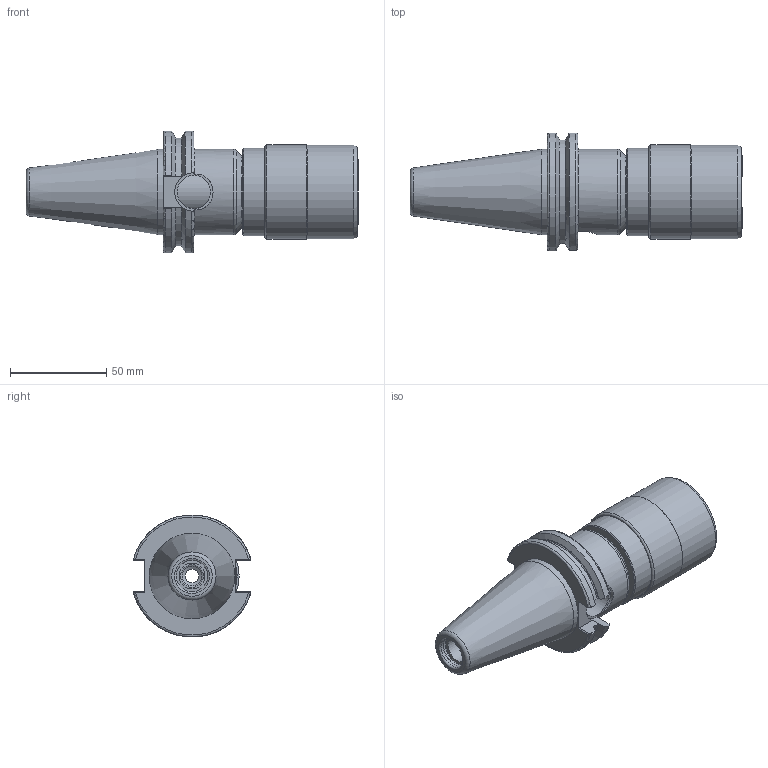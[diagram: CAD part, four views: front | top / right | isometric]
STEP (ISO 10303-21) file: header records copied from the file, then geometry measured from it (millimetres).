
FILE_DESCRIPTION(/* description */ (''),/* implementation_level */ '2;1');
FILE_NAME(/* name */ 'CAT40-RT2-0411.stp',/* time_stamp */ '2019-08-02T10:04:49-05:00',/* author */ ('ldfli'),/* organization */ ('Pioneer N.A.'),/* preprocessor_version */ 'ST-DEVELOPER v18',/* originating_system */ 'Autodesk Inventor LT',/* authorisation */ '');
FILE_SCHEMA (('AUTOMOTIVE_DESIGN { 1 0 10303 214 3 1 1 }'));
Length unit declared in the file: millimetre
Products named in the file (1): CAT40-RT2-0411
Bounding box: 172.71 x 61.14 x 63.42 mm (x, y, z)
Volume: 201311.2 mm3; surface area: 59148.4 mm2
Topology: 2 solids, 3 shells, 148 faces, 434 edges, 299 vertices
Faces by surface type: plane 52, cylinder 35, cone 25, torus 24, bspline 12
Full cylindrical faces by diameter (mm): 7 x1, 10 x2, 13.386 x1, 16.3 x1, 16.8 x1, 17.323 x1, 24.4 x1, 25.4 x2, 26.4 x1, 31 x1, 31.4 x1, 39.6 x1, 40 x3, 44 x1, 44.45 x2, 44.5 x1, 45.5 x1, 46 x1, 48.5 x1, 49 x1
Entity records: 5784 total; most frequent: CARTESIAN_POINT 1757, ORIENTED_EDGE 866, DIRECTION 842, EDGE_CURVE 433, AXIS2_PLACEMENT_3D 351, VERTEX_POINT 299, CIRCLE 211, EDGE_LOOP 164
